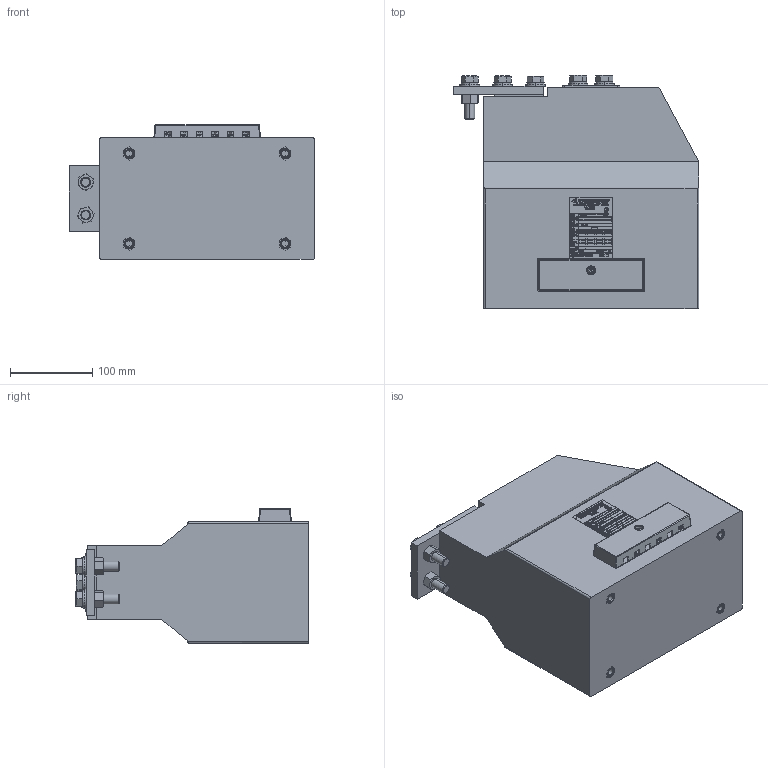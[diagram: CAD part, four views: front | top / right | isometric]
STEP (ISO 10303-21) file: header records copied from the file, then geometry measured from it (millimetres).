
FILE_DESCRIPTION (( 'STEP AP214' ), '1' );
FILE_NAME ('ﾒﾋﾊ-ﾑﾒ-10-ﾒﾂﾋﾌ(1) (1000ﾀ-1500ﾀ).STEP', '2023-05-31T09:49:03', ( '' ), ( '' ), 'SwSTEP 2.0', 'SolidWorks 2014', '' );
FILE_SCHEMA (( 'AUTOMOTIVE_DESIGN' ));
Length unit declared in the file: millimetre
Products named in the file (98): curved spring lock washer_din; hex screw gradec_iso; 屡扔.758472.014; plain washer hardened grade a_din; plain washer hardened grade a_din_Washer DIN 125 - A 13 - 300HV; ÂÅÈÓ.758472.007-02  Ãàéêà; curved spring lock washer_din_Spring washer DIN 128 - A12; slotted pan head screw_din_ISO 1580 - M4 x 16 --- 16N; slotted pan head screw_din; plain washer hardened grade a_din_Washer DIN 125 - A 4.3 - 300HV; hex screw gradec_iso_ISO 4018 - M5 x 12-NN; 屡扔.745211.003 袜觐礤黜桕; plain washer hardened grade a_din_Washer DIN 125 - A 5.3 - 300HV; curved spring lock washer_din_Spring washer DIN 128 - A5; 屡扔.735314.004 署赅; ÂÅÈÓ.758472.005 Ãàéêà ñïåöèàëüíàÿ Ì10; 扻豵鵨 畟佮; ÂÅÈÓ.757465.007À-01  Íàêîíå÷íèê; ﾒﾋﾊ-ﾑﾒ-10-ﾒﾂﾋﾌ(1) (1000ﾀ-1500ﾀ); hex nut style 1 gradeab_iso; ÂÅÈÓ.687323.004 Íàêîíå÷íèê_-00 (1000-1500€); ÂÅÈÓ.754312.182À Òàáëè÷êà òåõíè÷åñêèõ äàííûõ ÒËÊ-ÑÒ__-00; hex nut style 1 gradeab_iso_Hexagon Nut ISO - 4032 - M12 - D - N; hex screw gradec_iso_ISO 4018 - M12 x 45-NN; Êîðïóñ ÒÂËÌ_1000-1500 3å ®¡¬®âá®â¢; ÂÅÈÓ.745211.003 Íàêîíå÷íèê_-00 (1000-1500€); ÂÅÈÓ.754312.182À Òàáëè÷êà òåõíè÷åñêèõ äàííûõ ÒËÊ-ÑÒ_; hex screw gradec_iso_ISO 4018 - M12 x 30-NN; 屡扔.687323.004 袜觐礤黜桕
Assembly tree (78 placements, depth 2):
  curved spring lock washer_din
  hex screw gradec_iso
  屡扔.758472.014
  plain washer hardened grade a_din
  curved spring lock washer_din
Bounding box: 299 x 284.55 x 164 mm (x, y, z)
Volume: 8966672.6 mm3; surface area: 438977 mm2
Topology: 78 solids, 78 shells, 4435 faces, 11219 edges, 7277 vertices
Faces by surface type: plane 2468, bspline 1006, cylinder 445, cone 436, torus 72, sphere 8
Entity records: 191129 total; most frequent: CARTESIAN_POINT 79073, ORIENTED_EDGE 18614, DIRECTION 13007, EDGE_CURVE 9307, VECTOR 6583, LINE 6583, VERTEX_POINT 6150, EDGE_LOOP 3937
